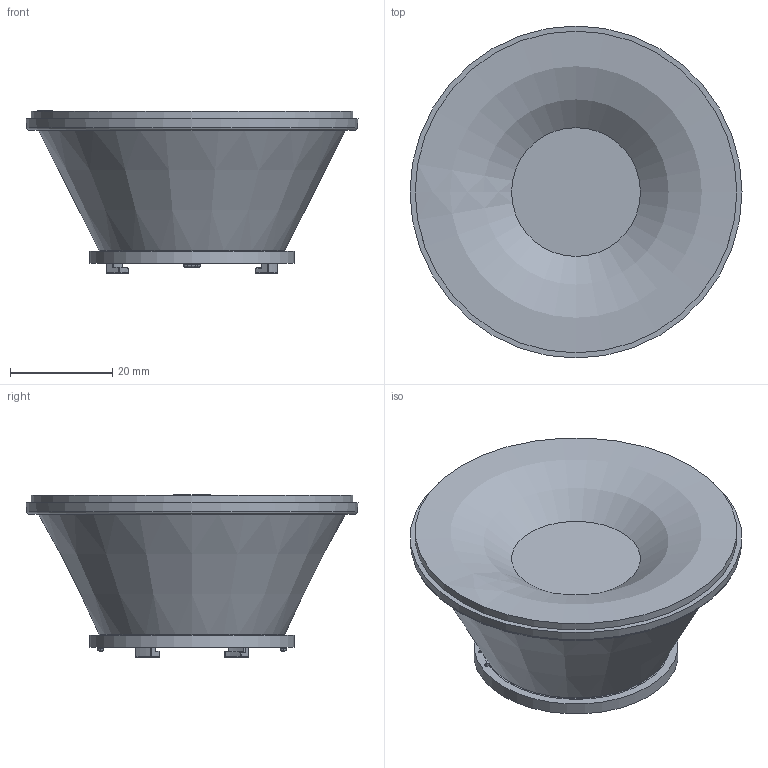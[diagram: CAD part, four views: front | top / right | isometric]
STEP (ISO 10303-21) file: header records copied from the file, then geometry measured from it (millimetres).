
FILE_DESCRIPTION(('STEP AP242'),'1');
FILE_NAME('LLS76MB8.stp','2025-09-29T14:05:13',(' '),(' '),'Spatial InterOp 3D',' ',' ');
FILE_SCHEMA(('AP242_MANAGED_MODEL_BASED_3D_ENGINEERING_MIM_LF {1 0 10303 442 1 1 4}'));
Length unit declared in the file: millimetre
Products named in the file (3): Assemblage PERILLOUX 1; BASE V8 BJB; LLC76N7
Assembly tree (2 placements, depth 2):
  Assemblage PERILLOUX 1
    BASE V8 BJB
    LLC76N7
Bounding box: 65 x 65 x 31.9 mm (x, y, z)
Volume: 49241.4 mm3; surface area: 12423.9 mm2
Topology: 2 solids, 2 shells, 116 faces, 286 edges, 164 vertices
Faces by surface type: cylinder 46, plane 26, torus 13, cone 13, sphere 12, bspline 4, revolution 2
Full cylindrical faces by diameter (mm): 40.01 x1, 63 x1
Entity records: 4360 total; most frequent: CARTESIAN_POINT 710, DIRECTION 590, ORIENTED_EDGE 490, AXIS2_PLACEMENT_3D 247, EDGE_CURVE 245, VERTEX_POINT 160, EDGE_LOOP 146, FACE_OUTER_BOUND 127
